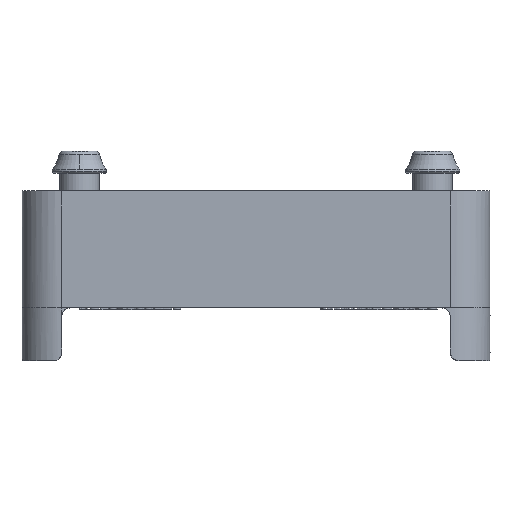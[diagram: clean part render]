
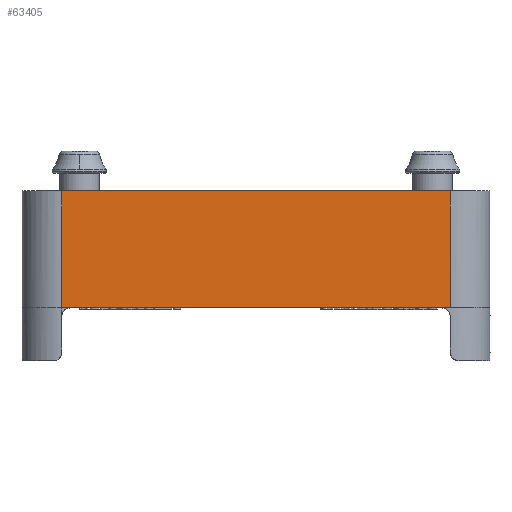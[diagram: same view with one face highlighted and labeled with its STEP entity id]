
A CAD part, front view. The second image highlights one B-rep face of the part: STEP entity #63405.
In plain terms, the highlighted planar face has unit normal (0, -1, 0).
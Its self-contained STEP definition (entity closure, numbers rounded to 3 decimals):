
#1659=CARTESIAN_POINT('',(-21.97,-26.5,-2.0));
#1660=VERTEX_POINT('',#1659);
#4495=CARTESIAN_POINT('',(21.97,-26.5,-2.0));
#4496=VERTEX_POINT('',#4495);
#4504=CARTESIAN_POINT('',(-21.97,-26.5,-2.0));
#4505=DIRECTION('',(1.0,0.0,0.0));
#4506=VECTOR('',#4505,43.94);
#4507=LINE('',#4504,#4506);
#4508=EDGE_CURVE('',#1660,#4496,#4507,.T.);
#62021=CARTESIAN_POINT('',(22.,-26.5,-2.0));
#62022=VERTEX_POINT('',#62021);
#62032=CARTESIAN_POINT('',(21.97,-26.5,-2.0));
#62033=DIRECTION('',(1.0,0.0,0.0));
#62034=VECTOR('',#62033,0.03);
#62035=LINE('',#62032,#62034);
#62036=EDGE_CURVE('',#4496,#62022,#62035,.T.);
#62099=CARTESIAN_POINT('',(-22.,-26.5,-2.0));
#62100=VERTEX_POINT('',#62099);
#62116=CARTESIAN_POINT('',(-22.,-26.5,-2.0));
#62117=DIRECTION('',(1.,0.,0.0));
#62118=VECTOR('',#62117,0.03);
#62119=LINE('',#62116,#62118);
#62120=EDGE_CURVE('',#62100,#1660,#62119,.T.);
#63373=CARTESIAN_POINT('',(22.,-26.5,-2.0));
#63374=DIRECTION('',(0.0,-1.0,0.0));
#63375=DIRECTION('',(0.0,0.0,-1.0));
#63376=AXIS2_PLACEMENT_3D('',#63373,#63374,#63375);
#63377=PLANE('',#63376);
#63378=ORIENTED_EDGE('',*,*,#62120,.T.);
#63379=ORIENTED_EDGE('',*,*,#4508,.T.);
#63380=ORIENTED_EDGE('',*,*,#62036,.T.);
#63381=CARTESIAN_POINT('',(22.,-26.5,11.25));
#63382=VERTEX_POINT('',#63381);
#63383=CARTESIAN_POINT('',(22.,-26.5,-2.0));
#63384=DIRECTION('',(0.0,0.0,1.0));
#63385=VECTOR('',#63384,13.25);
#63386=LINE('',#63383,#63385);
#63387=EDGE_CURVE('',#62022,#63382,#63386,.T.);
#63388=ORIENTED_EDGE('',*,*,#63387,.T.);
#63389=CARTESIAN_POINT('',(-22.,-26.5,11.25));
#63390=VERTEX_POINT('',#63389);
#63391=CARTESIAN_POINT('',(22.,-26.5,11.25));
#63392=DIRECTION('',(-1.0,0.0,0.0));
#63393=VECTOR('',#63392,44.0);
#63394=LINE('',#63391,#63393);
#63395=EDGE_CURVE('',#63382,#63390,#63394,.T.);
#63396=ORIENTED_EDGE('',*,*,#63395,.T.);
#63397=CARTESIAN_POINT('',(-22.,-26.5,-2.0));
#63398=DIRECTION('',(0.0,0.0,1.0));
#63399=VECTOR('',#63398,13.25);
#63400=LINE('',#63397,#63399);
#63401=EDGE_CURVE('',#62100,#63390,#63400,.T.);
#63402=ORIENTED_EDGE('',*,*,#63401,.F.);
#63403=EDGE_LOOP('',(#63378,#63379,#63380,#63388,#63396,#63402));
#63404=FACE_OUTER_BOUND('',#63403,.T.);
#63405=ADVANCED_FACE('',(#63404),#63377,.T.);
